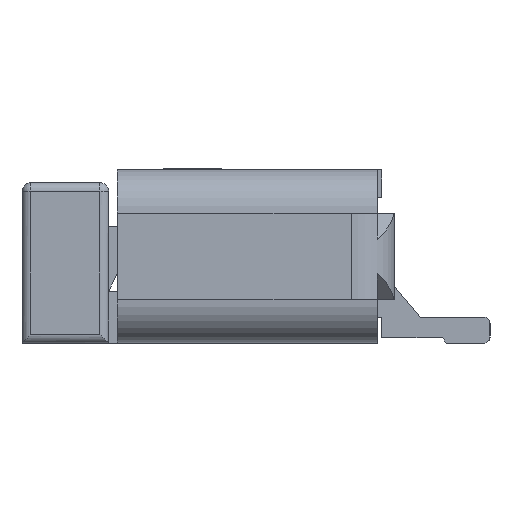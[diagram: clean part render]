
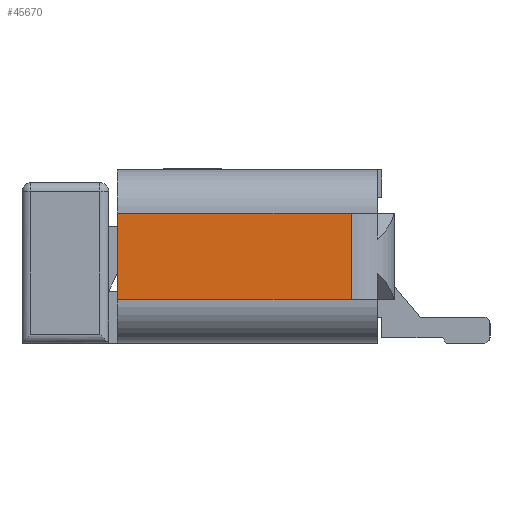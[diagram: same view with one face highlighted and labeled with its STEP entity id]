
A CAD part, left-side view. The second image highlights one B-rep face of the part: STEP entity #45670.
In plain terms, the highlighted planar face has unit normal (-1, 0, 0).
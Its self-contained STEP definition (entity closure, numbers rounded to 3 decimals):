
#2233 = DIRECTION ( 'NONE',  ( 0., 0., 1. ) ) ;
#3417 = EDGE_CURVE ( 'NONE', #70922, #49107, #68025, .T. ) ;
#3576 = ORIENTED_EDGE ( 'NONE', *, *, #48262, .F. ) ;
#3798 = ORIENTED_EDGE ( 'NONE', *, *, #31736, .F. ) ;
#5085 = PLANE ( 'NONE',  #59955 ) ;
#9601 = CARTESIAN_POINT ( 'NONE',  ( 8.65, -4.5, 1.5 ) ) ;
#10030 = CARTESIAN_POINT ( 'NONE',  ( 8.65, -7.491, 0.5 ) ) ;
#11659 = FACE_OUTER_BOUND ( 'NONE', #36651, .T. ) ;
#14762 = ORIENTED_EDGE ( 'NONE', *, *, #57195, .F. ) ;
#15862 = CARTESIAN_POINT ( 'NONE',  ( 8.65, -7.491, 1.5 ) ) ;
#16473 = LINE ( 'NONE', #10030, #27139 ) ;
#19085 = LINE ( 'NONE', #71580, #46444 ) ;
#19534 = VECTOR ( 'NONE', #62326, 1000. ) ;
#20319 = CARTESIAN_POINT ( 'NONE',  ( 8.65, -4.5, 0.5 ) ) ;
#20322 = ORIENTED_EDGE ( 'NONE', *, *, #3417, .T. ) ;
#21886 = CARTESIAN_POINT ( 'NONE',  ( 8.65, -4.5, 1.5 ) ) ;
#27139 = VECTOR ( 'NONE', #34367, 1000. ) ;
#27924 = CARTESIAN_POINT ( 'NONE',  ( 8.65, -1.8, 0.5 ) ) ;
#31736 = EDGE_CURVE ( 'NONE', #33482, #49107, #19085, .T. ) ;
#33482 = VERTEX_POINT ( 'NONE', #27924 ) ;
#33622 = DIRECTION ( 'NONE',  ( 0., 0., -1. ) ) ;
#34367 = DIRECTION ( 'NONE',  ( 0., 1., 0. ) ) ;
#36651 = EDGE_LOOP ( 'NONE', ( #3576, #20322, #3798, #14762 ) ) ;
#39081 = CARTESIAN_POINT ( 'NONE',  ( 8.65, -7.491, 0. ) ) ;
#40034 = CARTESIAN_POINT ( 'NONE',  ( 8.65, -1.8, 1.5 ) ) ;
#45670 = ADVANCED_FACE ( 'NONE', ( #11659 ), #5085, .F. ) ;
#46444 = VECTOR ( 'NONE', #2233, 1000. ) ;
#47210 = VERTEX_POINT ( 'NONE', #20319 ) ;
#48262 = EDGE_CURVE ( 'NONE', #70922, #47210, #73549, .T. ) ;
#49107 = VERTEX_POINT ( 'NONE', #40034 ) ;
#50997 = VECTOR ( 'NONE', #33622, 1000. ) ;
#57195 = EDGE_CURVE ( 'NONE', #47210, #33482, #16473, .T. ) ;
#57733 = DIRECTION ( 'NONE',  ( 1., 0., 0. ) ) ;
#59955 = AXIS2_PLACEMENT_3D ( 'NONE', #39081, #57733, #69501 ) ;
#62326 = DIRECTION ( 'NONE',  ( 0., 1., 0. ) ) ;
#68025 = LINE ( 'NONE', #15862, #19534 ) ;
#69501 = DIRECTION ( 'NONE',  ( 0., -1., 0. ) ) ;
#70922 = VERTEX_POINT ( 'NONE', #21886 ) ;
#71580 = CARTESIAN_POINT ( 'NONE',  ( 8.65, -1.8, 0. ) ) ;
#73549 = LINE ( 'NONE', #9601, #50997 ) ;
